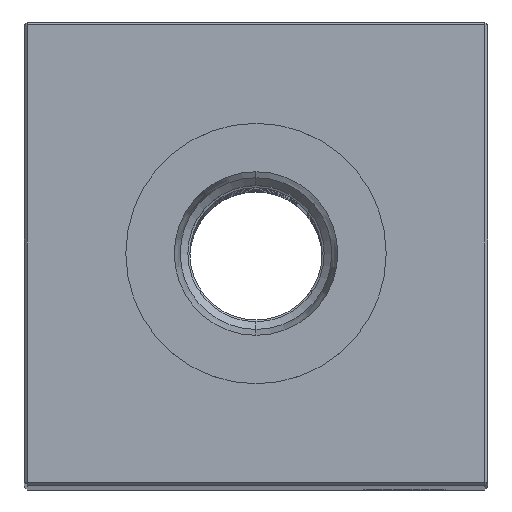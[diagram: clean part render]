
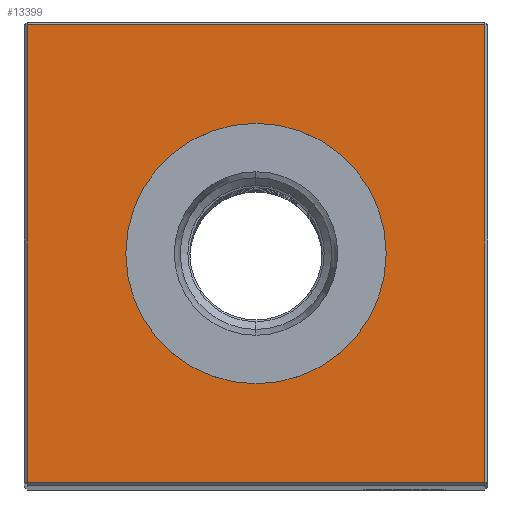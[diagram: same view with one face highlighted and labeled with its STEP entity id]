
A CAD part, top view. The second image highlights one B-rep face of the part: STEP entity #13399.
In plain terms, the highlighted planar face has unit normal (0, 0, 1).
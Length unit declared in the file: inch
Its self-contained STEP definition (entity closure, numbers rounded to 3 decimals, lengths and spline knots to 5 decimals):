
#296 = VERTEX_POINT ( 'NONE', #10220 ) ;
#1482 = DIRECTION ( 'NONE',  ( 0., 0., -1. ) ) ;
#2369 = CIRCLE ( 'NONE', #21203, 0.49213 ) ;
#2593 = DIRECTION ( 'NONE',  ( -1., 0., 0. ) ) ;
#2797 = VERTEX_POINT ( 'NONE', #8139 ) ;
#3178 = DIRECTION ( 'NONE',  ( 0., -1., 0. ) ) ;
#4178 = CARTESIAN_POINT ( 'NONE',  ( 0.865, 0., 10.75 ) ) ;
#5699 = CARTESIAN_POINT ( 'NONE',  ( 0., 0.865, 10.75 ) ) ;
#5927 = CARTESIAN_POINT ( 'NONE',  ( 0., 0., 10.75 ) ) ;
#6209 = ORIENTED_EDGE ( 'NONE', *, *, #15686, .T. ) ;
#6635 = ORIENTED_EDGE ( 'NONE', *, *, #11976, .T. ) ;
#7020 = FACE_BOUND ( 'NONE', #13771, .T. ) ;
#7069 = CARTESIAN_POINT ( 'NONE',  ( 0., 0., 10.75 ) ) ;
#8048 = LINE ( 'NONE', #17040, #29166 ) ;
#8113 = VERTEX_POINT ( 'NONE', #18389 ) ;
#8139 = CARTESIAN_POINT ( 'NONE',  ( 0.865, -0.865, 10.75 ) ) ;
#8973 = VERTEX_POINT ( 'NONE', #22846 ) ;
#8993 = DIRECTION ( 'NONE',  ( 0., 0., -1. ) ) ;
#10220 = CARTESIAN_POINT ( 'NONE',  ( 0., -0.49213, 10.75 ) ) ;
#11901 = CARTESIAN_POINT ( 'NONE',  ( 0., 0., 10.75 ) ) ;
#11976 = EDGE_CURVE ( 'NONE', #8113, #296, #14224, .T. ) ;
#12341 = DIRECTION ( 'NONE',  ( 1., 0., 0. ) ) ;
#13399 = ADVANCED_FACE ( 'NONE', ( #18222, #7020 ), #16174, .F. ) ;
#13771 = EDGE_LOOP ( 'NONE', ( #6635, #15419 ) ) ;
#14114 = VECTOR ( 'NONE', #3178, 39.37008 ) ;
#14224 = CIRCLE ( 'NONE', #20325, 0.49213 ) ;
#14502 = EDGE_CURVE ( 'NONE', #2797, #17810, #15705, .T. ) ;
#14845 = DIRECTION ( 'NONE',  ( -1., 0., 0. ) ) ;
#15419 = ORIENTED_EDGE ( 'NONE', *, *, #24186, .T. ) ;
#15686 = EDGE_CURVE ( 'NONE', #17810, #8973, #24238, .T. ) ;
#15705 = LINE ( 'NONE', #4178, #20413 ) ;
#16174 = PLANE ( 'NONE',  #21288 ) ;
#17040 = CARTESIAN_POINT ( 'NONE',  ( 0., -0.865, 10.75 ) ) ;
#17380 = ORIENTED_EDGE ( 'NONE', *, *, #14502, .T. ) ;
#17403 = DIRECTION ( 'NONE',  ( -1., 0., 0. ) ) ;
#17451 = CARTESIAN_POINT ( 'NONE',  ( -0.865, -0.865, 10.75 ) ) ;
#17810 = VERTEX_POINT ( 'NONE', #24596 ) ;
#18222 = FACE_OUTER_BOUND ( 'NONE', #19170, .T. ) ;
#18265 = EDGE_CURVE ( 'NONE', #8973, #24768, #25863, .T. ) ;
#18389 = CARTESIAN_POINT ( 'NONE',  ( 0., 0.49213, 10.75 ) ) ;
#18424 = DIRECTION ( 'NONE',  ( -1., 0., 0. ) ) ;
#18637 = DIRECTION ( 'NONE',  ( 0., 1., 0. ) ) ;
#19013 = EDGE_CURVE ( 'NONE', #24768, #2797, #8048, .T. ) ;
#19170 = EDGE_LOOP ( 'NONE', ( #22661, #25878, #17380, #6209 ) ) ;
#20325 = AXIS2_PLACEMENT_3D ( 'NONE', #5927, #1482, #17403 ) ;
#20413 = VECTOR ( 'NONE', #18637, 39.37008 ) ;
#21203 = AXIS2_PLACEMENT_3D ( 'NONE', #7069, #8993, #18424 ) ;
#21288 = AXIS2_PLACEMENT_3D ( 'NONE', #11901, #27638, #2593 ) ;
#22661 = ORIENTED_EDGE ( 'NONE', *, *, #18265, .T. ) ;
#22846 = CARTESIAN_POINT ( 'NONE',  ( -0.865, 0.865, 10.75 ) ) ;
#23229 = CARTESIAN_POINT ( 'NONE',  ( -0.865, 0., 10.75 ) ) ;
#24186 = EDGE_CURVE ( 'NONE', #296, #8113, #2369, .T. ) ;
#24238 = LINE ( 'NONE', #5699, #27963 ) ;
#24596 = CARTESIAN_POINT ( 'NONE',  ( 0.865, 0.865, 10.75 ) ) ;
#24768 = VERTEX_POINT ( 'NONE', #17451 ) ;
#25863 = LINE ( 'NONE', #23229, #14114 ) ;
#25878 = ORIENTED_EDGE ( 'NONE', *, *, #19013, .T. ) ;
#27638 = DIRECTION ( 'NONE',  ( 0., 0., -1. ) ) ;
#27963 = VECTOR ( 'NONE', #14845, 39.37008 ) ;
#29166 = VECTOR ( 'NONE', #12341, 39.37008 ) ;
